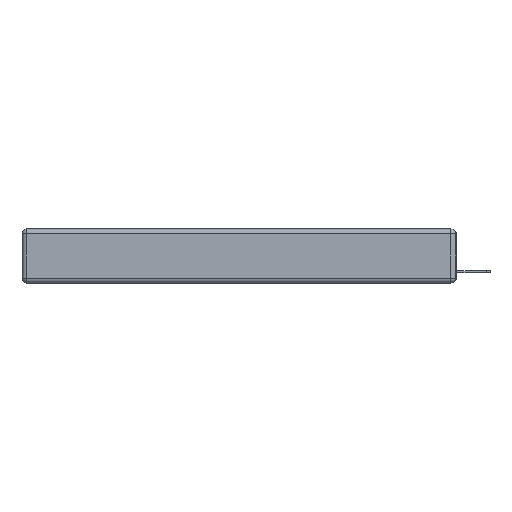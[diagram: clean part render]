
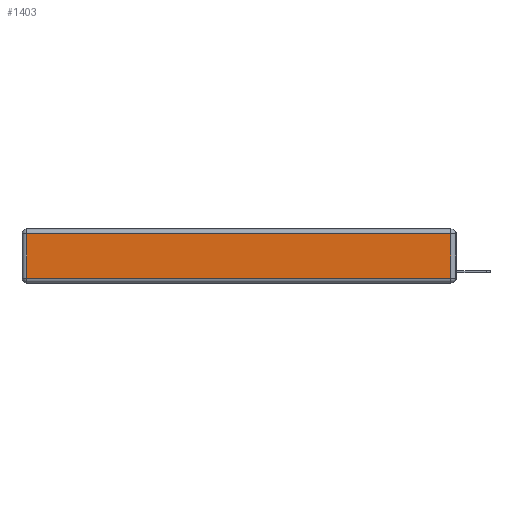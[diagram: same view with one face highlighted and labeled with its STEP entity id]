
A CAD part, left-side view. The second image highlights one B-rep face of the part: STEP entity #1403.
In plain terms, the highlighted planar face has unit normal (-1, 0, 0).
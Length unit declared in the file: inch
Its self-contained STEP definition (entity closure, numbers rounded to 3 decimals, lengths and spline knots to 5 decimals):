
#212 = VERTEX_POINT ( 'NONE', #11861 ) ;
#253 = DIRECTION ( 'NONE',  ( 0., 0., 1. ) ) ;
#536 = VERTEX_POINT ( 'NONE', #7044 ) ;
#786 = LINE ( 'NONE', #10056, #4401 ) ;
#847 = CARTESIAN_POINT ( 'NONE',  ( 0., 2.72, -0.343 ) ) ;
#1403 = ADVANCED_FACE ( 'NONE', ( #7708 ), #6277, .T. ) ;
#1784 = EDGE_CURVE ( 'NONE', #536, #3206, #2957, .T. ) ;
#2957 = LINE ( 'NONE', #5911, #9265 ) ;
#3206 = VERTEX_POINT ( 'NONE', #4086 ) ;
#3355 = CARTESIAN_POINT ( 'NONE',  ( 0., 0., -0.343 ) ) ;
#3395 = VECTOR ( 'NONE', #7083, 39.37008 ) ;
#4086 = CARTESIAN_POINT ( 'NONE',  ( 0., 2.72, -0.03 ) ) ;
#4118 = EDGE_LOOP ( 'NONE', ( #6479, #8436, #9395, #11791 ) ) ;
#4305 = DIRECTION ( 'NONE',  ( -1., 0., 0. ) ) ;
#4401 = VECTOR ( 'NONE', #8078, 39.37008 ) ;
#4679 = LINE ( 'NONE', #847, #3395 ) ;
#4787 = VECTOR ( 'NONE', #7009, 39.37008 ) ;
#5074 = DIRECTION ( 'NONE',  ( 0., 1., 0. ) ) ;
#5324 = CARTESIAN_POINT ( 'NONE',  ( 0., 0.03, -0.313 ) ) ;
#5911 = CARTESIAN_POINT ( 'NONE',  ( 0., 2.75, -0.03 ) ) ;
#6122 = EDGE_CURVE ( 'NONE', #3206, #212, #4679, .T. ) ;
#6277 = PLANE ( 'NONE',  #11816 ) ;
#6479 = ORIENTED_EDGE ( 'NONE', *, *, #12732, .T. ) ;
#7009 = DIRECTION ( 'NONE',  ( 0., 0., 1. ) ) ;
#7044 = CARTESIAN_POINT ( 'NONE',  ( 0., 0.03, -0.03 ) ) ;
#7083 = DIRECTION ( 'NONE',  ( 0., 0., -1. ) ) ;
#7312 = VERTEX_POINT ( 'NONE', #5324 ) ;
#7708 = FACE_OUTER_BOUND ( 'NONE', #4118, .T. ) ;
#8078 = DIRECTION ( 'NONE',  ( 0., -1., 0. ) ) ;
#8436 = ORIENTED_EDGE ( 'NONE', *, *, #9436, .T. ) ;
#9265 = VECTOR ( 'NONE', #5074, 39.37008 ) ;
#9395 = ORIENTED_EDGE ( 'NONE', *, *, #1784, .T. ) ;
#9436 = EDGE_CURVE ( 'NONE', #7312, #536, #12230, .T. ) ;
#10003 = CARTESIAN_POINT ( 'NONE',  ( 0., 0.03, -0.343 ) ) ;
#10056 = CARTESIAN_POINT ( 'NONE',  ( 0., 0., -0.313 ) ) ;
#11791 = ORIENTED_EDGE ( 'NONE', *, *, #6122, .T. ) ;
#11816 = AXIS2_PLACEMENT_3D ( 'NONE', #3355, #4305, #253 ) ;
#11861 = CARTESIAN_POINT ( 'NONE',  ( 0., 2.72, -0.313 ) ) ;
#12230 = LINE ( 'NONE', #10003, #4787 ) ;
#12732 = EDGE_CURVE ( 'NONE', #212, #7312, #786, .T. ) ;
